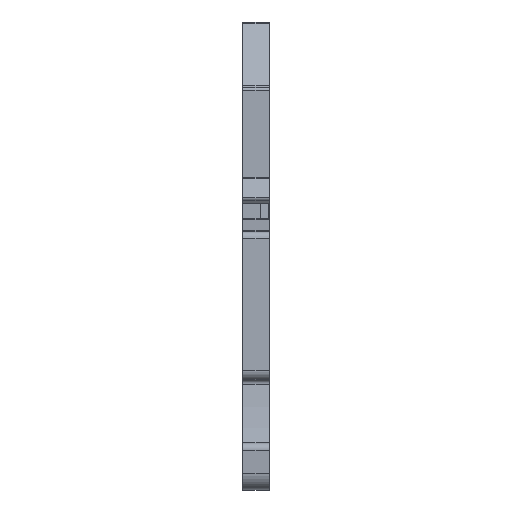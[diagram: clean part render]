
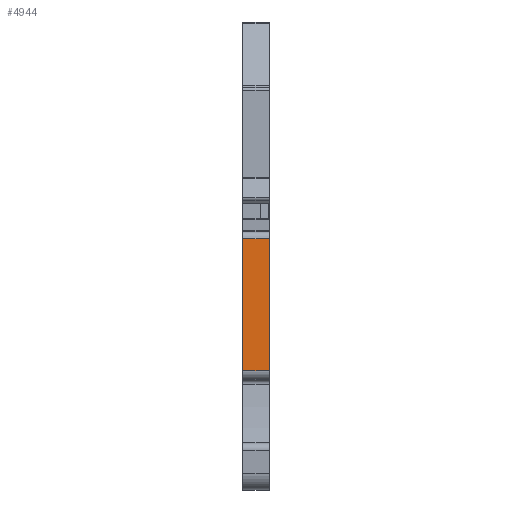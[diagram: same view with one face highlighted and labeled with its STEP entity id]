
A CAD part, front view. The second image highlights one B-rep face of the part: STEP entity #4944.
In plain terms, the highlighted planar face has unit normal (0, -1, 0).
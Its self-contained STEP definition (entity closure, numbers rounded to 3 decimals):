
#4931=AXIS2_PLACEMENT_3D('Plane Axis2P3D',#4928,#4929,#4930) ;
#1491=CARTESIAN_POINT('Vertex',(0.,1.53,13.45)) ;
#1494=CARTESIAN_POINT('Line Origine',(0.,1.53,20.9)) ;
#1498=CARTESIAN_POINT('Vertex',(0.,1.53,28.35)) ;
#2465=CARTESIAN_POINT('Vertex',(3.,1.53,28.35)) ;
#2468=CARTESIAN_POINT('Line Origine',(3.,1.53,20.9)) ;
#2472=CARTESIAN_POINT('Vertex',(3.,1.53,13.45)) ;
#4916=CARTESIAN_POINT('Line Origine',(2.11,1.53,13.45)) ;
#4928=CARTESIAN_POINT('Axis2P3D Location',(0.,1.53,25.75)) ;
#4933=CARTESIAN_POINT('Line Origine',(1.5,1.53,28.35)) ;
#1495=DIRECTION('Vector Direction',(0.,0.,-1.)) ;
#2469=DIRECTION('Vector Direction',(0.,0.,-1.)) ;
#4917=DIRECTION('Vector Direction',(-1.,0.,0.)) ;
#4929=DIRECTION('Axis2P3D Direction',(0.,-1.,0.)) ;
#4930=DIRECTION('Axis2P3D XDirection',(0.,0.,-1.)) ;
#4934=DIRECTION('Vector Direction',(1.,0.,0.)) ;
#1496=VECTOR('Line Direction',#1495,1.) ;
#2470=VECTOR('Line Direction',#2469,1.) ;
#4918=VECTOR('Line Direction',#4917,1.) ;
#4935=VECTOR('Line Direction',#4934,1.) ;
#4939=ORIENTED_EDGE('',*,*,#4937,.F.) ;
#4940=ORIENTED_EDGE('',*,*,#1500,.F.) ;
#4941=ORIENTED_EDGE('',*,*,#4920,.T.) ;
#4942=ORIENTED_EDGE('',*,*,#2474,.F.) ;
#4944=ADVANCED_FACE('APP_ITB_16_BB_BL_PLM001785',(#4943),#4932,.T.) ;
#1500=EDGE_CURVE('',#1492,#1499,#1497,.F.) ;
#2474=EDGE_CURVE('',#2466,#2473,#2471,.T.) ;
#4920=EDGE_CURVE('',#1492,#2473,#4919,.F.) ;
#4937=EDGE_CURVE('',#1499,#2466,#4936,.T.) ;
#4938=EDGE_LOOP('',(#4939,#4940,#4941,#4942)) ;
#4943=FACE_OUTER_BOUND('',#4938,.T.) ;
#1497=LINE('Line',#1494,#1496) ;
#2471=LINE('Line',#2468,#2470) ;
#4919=LINE('Line',#4916,#4918) ;
#4936=LINE('Line',#4933,#4935) ;
#4932=PLANE('',#4931) ;
#1492=VERTEX_POINT('',#1491) ;
#1499=VERTEX_POINT('',#1498) ;
#2466=VERTEX_POINT('',#2465) ;
#2473=VERTEX_POINT('',#2472) ;
